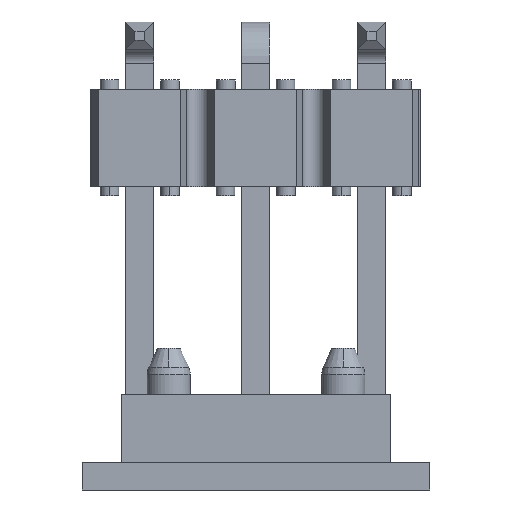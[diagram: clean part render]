
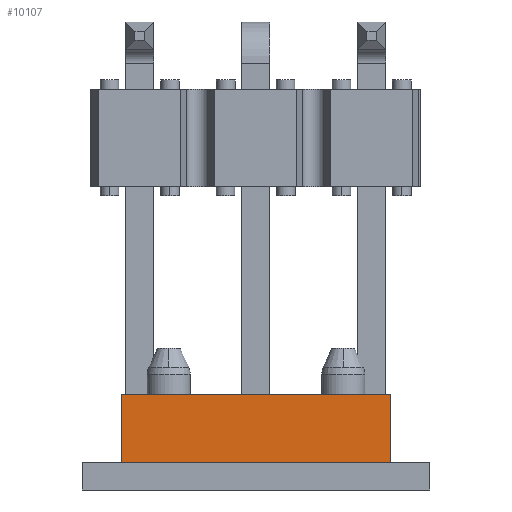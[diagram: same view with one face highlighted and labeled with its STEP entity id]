
A CAD part, front view. The second image highlights one B-rep face of the part: STEP entity #10107.
In plain terms, the highlighted planar face has unit normal (0, -1, 0).
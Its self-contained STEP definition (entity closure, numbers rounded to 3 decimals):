
#4251=DIRECTION('',(1.,0.,0.));
#4252=VECTOR('',#4251,5.9);
#4253=CARTESIAN_POINT('',(-2.95,-2.105,0.6));
#4254=LINE('2362',#4253,#4252);
#6767=DIRECTION('',(0.,0.,1.));
#6768=VECTOR('',#6767,1.5);
#6769=CARTESIAN_POINT('',(2.95,-2.105,0.6));
#6770=LINE('2371',#6769,#6768);
#6774=DIRECTION('',(0.,0.,1.));
#6775=VECTOR('',#6774,1.5);
#6776=CARTESIAN_POINT('',(-2.95,-2.105,0.6));
#6777=LINE('2370',#6776,#6775);
#6830=DIRECTION('',(1.,0.,0.));
#6831=VECTOR('',#6830,5.9);
#6832=CARTESIAN_POINT('',(-2.95,-2.105,2.1));
#6833=LINE('2338',#6832,#6831);
#6993=CARTESIAN_POINT('',(-2.95,-2.105,2.1));
#6994=CARTESIAN_POINT('',(2.95,-2.105,2.1));
#6995=VERTEX_POINT('',#6993);
#6996=VERTEX_POINT('',#6994);
#7001=CARTESIAN_POINT('',(-2.95,-2.105,0.6));
#7002=CARTESIAN_POINT('',(2.95,-2.105,0.6));
#7003=VERTEX_POINT('',#7001);
#7004=VERTEX_POINT('',#7002);
#10094=CARTESIAN_POINT('',(-2.95,-2.105,0.6));
#10095=DIRECTION('',(0.,-1.,0.));
#10096=DIRECTION('',(1.,0.,0.));
#10097=AXIS2_PLACEMENT_3D('',#10094,#10095,#10096);
#10098=PLANE('2351',#10097);
#10099=ORIENTED_EDGE('2362',*,*,#7664,.F.);
#10101=ORIENTED_EDGE('2370',*,*,#10100,.T.);
#10103=ORIENTED_EDGE('2338',*,*,#10102,.T.);
#10104=ORIENTED_EDGE('2371',*,*,#10087,.F.);
#10105=EDGE_LOOP('2351',(#10099,#10101,#10103,#10104));
#10106=FACE_OUTER_BOUND('2351',#10105,.F.);
#10107=ADVANCED_FACE('2351',(#10106),#10098,.T.);
#7664=EDGE_CURVE('2362',#7003,#7004,#4254,.T.);
#10087=EDGE_CURVE('2371',#7004,#6996,#6770,.T.);
#10100=EDGE_CURVE('2370',#7003,#6995,#6777,.T.);
#10102=EDGE_CURVE('2338',#6995,#6996,#6833,.T.);
